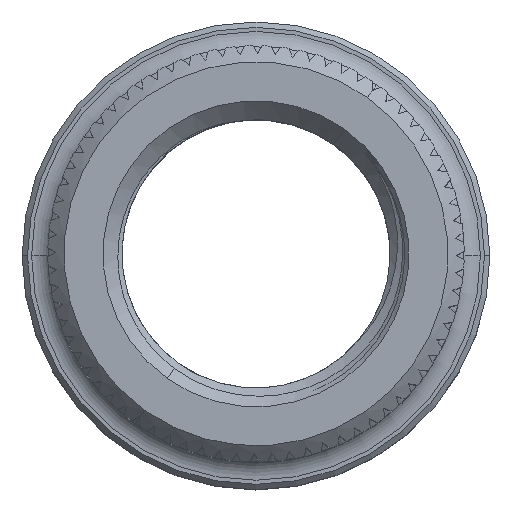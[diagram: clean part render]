
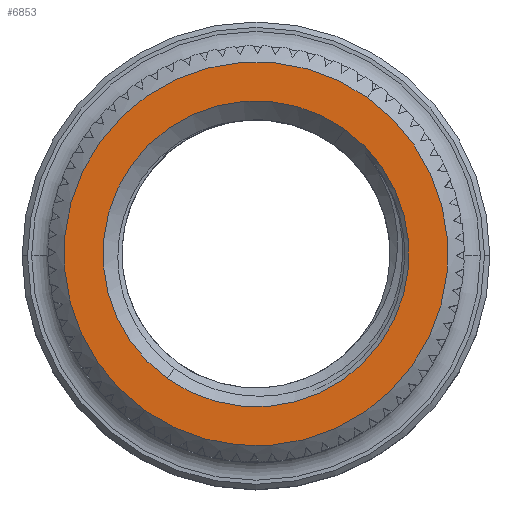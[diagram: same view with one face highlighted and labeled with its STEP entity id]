
A CAD part, top view. The second image highlights one B-rep face of the part: STEP entity #6853.
In plain terms, the highlighted planar face has unit normal (0, 0, 1).
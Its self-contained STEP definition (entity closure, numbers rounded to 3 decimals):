
#261 = AXIS2_PLACEMENT_3D ( 'NONE', #10848, #5859, #11017 ) ;
#331 = VERTEX_POINT ( 'NONE', #1517 ) ;
#338 = FACE_OUTER_BOUND ( 'NONE', #6097, .T. ) ;
#354 = DIRECTION ( 'NONE',  ( 0., 0., -1. ) ) ;
#484 = EDGE_CURVE ( 'NONE', #9340, #331, #6270, .T. ) ;
#675 = ORIENTED_EDGE ( 'NONE', *, *, #4819, .T. ) ;
#820 = ORIENTED_EDGE ( 'NONE', *, *, #484, .T. ) ;
#908 = CARTESIAN_POINT ( 'NONE',  ( 1.603, 2.828, 36.403 ) ) ;
#1517 = CARTESIAN_POINT ( 'NONE',  ( -1.679, -1.782, 36.403 ) ) ;
#2058 = AXIS2_PLACEMENT_3D ( 'NONE', #3743, #7802, #10377 ) ;
#2100 = EDGE_LOOP ( 'NONE', ( #3108, #820 ) ) ;
#2171 = FACE_BOUND ( 'NONE', #2100, .T. ) ;
#2213 = AXIS2_PLACEMENT_3D ( 'NONE', #3986, #8114, #3090 ) ;
#2651 = CARTESIAN_POINT ( 'NONE',  ( 2.021, 3.415, 36.403 ) ) ;
#2653 = EDGE_CURVE ( 'NONE', #331, #9340, #4896, .T. ) ;
#2903 = PLANE ( 'NONE',  #5744 ) ;
#3090 = DIRECTION ( 'NONE',  ( 0.58, 0.815, 0. ) ) ;
#3108 = ORIENTED_EDGE ( 'NONE', *, *, #2653, .T. ) ;
#3743 = CARTESIAN_POINT ( 'NONE',  ( -0.038, 0.523, 36.403 ) ) ;
#3812 = DIRECTION ( 'NONE',  ( -0.58, -0.815, 0. ) ) ;
#3843 = EDGE_CURVE ( 'NONE', #4290, #8162, #10240, .T. ) ;
#3881 = DIRECTION ( 'NONE',  ( 0.58, 0.815, 0. ) ) ;
#3986 = CARTESIAN_POINT ( 'NONE',  ( -0.038, 0.523, 36.403 ) ) ;
#4290 = VERTEX_POINT ( 'NONE', #2651 ) ;
#4819 = EDGE_CURVE ( 'NONE', #8162, #4290, #10992, .T. ) ;
#4896 = CIRCLE ( 'NONE', #2213, 2.83 ) ;
#5549 = AXIS2_PLACEMENT_3D ( 'NONE', #6266, #354, #3881 ) ;
#5744 = AXIS2_PLACEMENT_3D ( 'NONE', #6312, #10677, #3812 ) ;
#5859 = DIRECTION ( 'NONE',  ( 0., 0., 1. ) ) ;
#6097 = EDGE_LOOP ( 'NONE', ( #8328, #675 ) ) ;
#6266 = CARTESIAN_POINT ( 'NONE',  ( -0.038, 0.523, 36.403 ) ) ;
#6270 = CIRCLE ( 'NONE', #5549, 2.83 ) ;
#6312 = CARTESIAN_POINT ( 'NONE',  ( 2.195, 3.659, 36.403 ) ) ;
#6853 = ADVANCED_FACE ( 'NONE', ( #338, #2171 ), #2903, .T. ) ;
#7802 = DIRECTION ( 'NONE',  ( 0., 0., 1. ) ) ;
#8114 = DIRECTION ( 'NONE',  ( 0., 0., -1. ) ) ;
#8129 = CARTESIAN_POINT ( 'NONE',  ( -2.097, -2.369, 36.403 ) ) ;
#8162 = VERTEX_POINT ( 'NONE', #8129 ) ;
#8328 = ORIENTED_EDGE ( 'NONE', *, *, #3843, .T. ) ;
#9340 = VERTEX_POINT ( 'NONE', #908 ) ;
#10240 = CIRCLE ( 'NONE', #261, 3.55 ) ;
#10377 = DIRECTION ( 'NONE',  ( -0.58, -0.815, 0. ) ) ;
#10677 = DIRECTION ( 'NONE',  ( 0., 0., 1. ) ) ;
#10848 = CARTESIAN_POINT ( 'NONE',  ( -0.038, 0.523, 36.403 ) ) ;
#10992 = CIRCLE ( 'NONE', #2058, 3.55 ) ;
#11017 = DIRECTION ( 'NONE',  ( -0.58, -0.815, 0. ) ) ;
